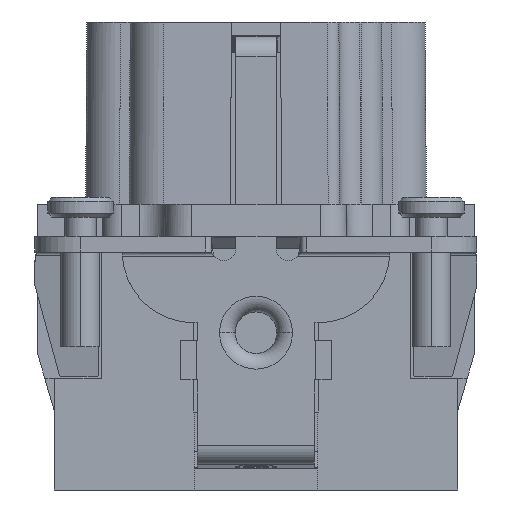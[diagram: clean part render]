
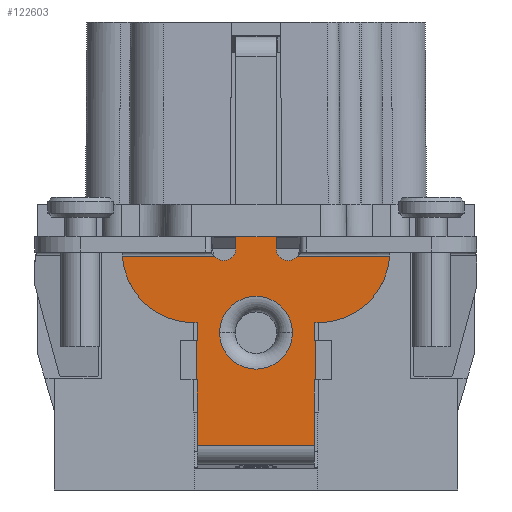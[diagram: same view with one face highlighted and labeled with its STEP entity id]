
A CAD part, left-side view. The second image highlights one B-rep face of the part: STEP entity #122603.
In plain terms, the highlighted planar face has unit normal (-1, 0, 0).
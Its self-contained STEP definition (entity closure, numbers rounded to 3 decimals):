
#27275=CARTESIAN_POINT('',(-46.4,0.,-9.9));
#27276=DIRECTION('',(-1.,0.,0.));
#27277=DIRECTION('',(0.,-1.,0.));
#27278=AXIS2_PLACEMENT_3D('',#27275,#27276,#27277);
#27280=CARTESIAN_POINT('',(-46.4,0.,-9.9));
#27281=DIRECTION('',(-1.,0.,0.));
#27282=DIRECTION('',(0.,1.,0.));
#27283=AXIS2_PLACEMENT_3D('',#27280,#27281,#27282);
#27293=DIRECTION('',(0.,0.,-1.));
#27294=VECTOR('',#27293,0.929);
#27295=CARTESIAN_POINT('',(-46.4,-1.55,-2.5));
#27296=LINE('',#27295,#27294);
#27297=CARTESIAN_POINT('',(-46.4,-2.475,-3.429));
#27298=DIRECTION('',(-1.,0.,0.));
#27299=DIRECTION('',(0.,1.,0.));
#27300=AXIS2_PLACEMENT_3D('',#27297,#27298,#27299);
#27302=CARTESIAN_POINT('',(-46.4,-4.8,-3.629));
#27303=DIRECTION('',(1.,0.,0.));
#27304=DIRECTION('',(0.,-0.998,-0.067));
#27305=AXIS2_PLACEMENT_3D('',#27302,#27303,#27304);
#27307=DIRECTION('',(0.,1.,0.));
#27308=VECTOR('',#27307,0.3);
#27309=CARTESIAN_POINT('',(-46.4,-4.8,-9.129));
#27310=LINE('',#27309,#27308);
#27311=DIRECTION('',(0.,0.,-1.));
#27312=VECTOR('',#27311,1.4);
#27313=CARTESIAN_POINT('',(-46.4,-4.5,-9.129));
#27314=LINE('',#27313,#27312);
#27315=DIRECTION('',(0.,-1.,0.));
#27316=VECTOR('',#27315,0.05);
#27317=CARTESIAN_POINT('',(-46.4,-4.5,-10.529));
#27318=LINE('',#27317,#27316);
#27319=DIRECTION('',(0.,1.,0.));
#27320=VECTOR('',#27319,0.05);
#27321=CARTESIAN_POINT('',(-46.4,-4.55,-13.529));
#27322=LINE('',#27321,#27320);
#27323=DIRECTION('',(0.,0.,-1.));
#27324=VECTOR('',#27323,5.05);
#27325=CARTESIAN_POINT('',(-46.4,-4.5,-13.529));
#27326=LINE('',#27325,#27324);
#27327=DIRECTION('',(0.,0.,1.));
#27328=VECTOR('',#27327,5.05);
#27329=CARTESIAN_POINT('',(-46.4,4.5,-18.579));
#27330=LINE('',#27329,#27328);
#27331=DIRECTION('',(0.,1.,0.));
#27332=VECTOR('',#27331,0.05);
#27333=CARTESIAN_POINT('',(-46.4,4.5,-13.529));
#27334=LINE('',#27333,#27332);
#27335=DIRECTION('',(0.,-1.,0.));
#27336=VECTOR('',#27335,0.05);
#27337=CARTESIAN_POINT('',(-46.4,4.55,-10.529));
#27338=LINE('',#27337,#27336);
#27339=DIRECTION('',(0.,0.,1.));
#27340=VECTOR('',#27339,1.4);
#27341=CARTESIAN_POINT('',(-46.4,4.5,-10.529));
#27342=LINE('',#27341,#27340);
#27343=DIRECTION('',(0.,1.,0.));
#27344=VECTOR('',#27343,0.3);
#27345=CARTESIAN_POINT('',(-46.4,4.5,-9.129));
#27346=LINE('',#27345,#27344);
#27347=CARTESIAN_POINT('',(-46.4,4.8,-3.629));
#27348=DIRECTION('',(1.,0.,0.));
#27349=DIRECTION('',(0.,0.,-1.));
#27350=AXIS2_PLACEMENT_3D('',#27347,#27348,#27349);
#27352=CARTESIAN_POINT('',(-46.4,2.475,-3.429));
#27353=DIRECTION('',(-1.,0.,0.));
#27354=DIRECTION('',(0.,0.787,-0.618));
#27355=AXIS2_PLACEMENT_3D('',#27352,#27353,#27354);
#27357=DIRECTION('',(0.,0.,1.));
#27358=VECTOR('',#27357,0.929);
#27359=CARTESIAN_POINT('',(-46.4,1.55,-3.429));
#27360=LINE('',#27359,#27358);
#27584=DIRECTION('',(0.,1.,0.));
#27585=VECTOR('',#27584,3.1);
#27586=CARTESIAN_POINT('',(-46.4,-1.55,-2.5));
#27587=LINE('',#27586,#27585);
#29722=DIRECTION('',(0.,1.,0.));
#29723=VECTOR('',#29722,7.085);
#29724=CARTESIAN_POINT('',(-46.4,3.203,-4.));
#29725=LINE('',#29724,#29723);
#29985=DIRECTION('',(0.,0.,-1.));
#29986=VECTOR('',#29985,3.);
#29987=CARTESIAN_POINT('',(-46.4,4.55,-10.529));
#29988=LINE('',#29987,#29986);
#30138=DIRECTION('',(0.,-1.,0.));
#30139=VECTOR('',#30138,9.);
#30140=CARTESIAN_POINT('',(-46.4,4.5,-18.579));
#30141=LINE('',#30140,#30139);
#30249=DIRECTION('',(0.,0.,1.));
#30250=VECTOR('',#30249,3.);
#30251=CARTESIAN_POINT('',(-46.4,-4.55,-13.529));
#30252=LINE('',#30251,#30250);
#30300=CARTESIAN_POINT('',(-46.4,-10.287,-4.));
#30302=DIRECTION('',(0.,1.,0.));
#30303=VECTOR('',#30302,7.085);
#30304=CARTESIAN_POINT('',(-46.4,-10.287,-4.));
#30305=LINE('',#30304,#30303);
#81220=CARTESIAN_POINT('',(-46.4,4.55,-13.529));
#81221=VERTEX_POINT('',#81220);
#81226=CARTESIAN_POINT('',(-46.4,4.55,-10.529));
#81227=VERTEX_POINT('',#81226);
#81297=CARTESIAN_POINT('',(-46.4,-1.55,-3.429));
#81298=VERTEX_POINT('',#81297);
#81299=CARTESIAN_POINT('',(-46.4,-3.203,-4.));
#81300=VERTEX_POINT('',#81299);
#81310=VERTEX_POINT('',#30300);
#81311=CARTESIAN_POINT('',(-46.4,-4.8,-9.129));
#81312=VERTEX_POINT('',#81311);
#81313=CARTESIAN_POINT('',(-46.4,-4.5,-9.129));
#81314=VERTEX_POINT('',#81313);
#81315=CARTESIAN_POINT('',(-46.4,-4.5,-10.529));
#81316=VERTEX_POINT('',#81315);
#81317=CARTESIAN_POINT('',(-46.4,-4.55,-10.529));
#81318=VERTEX_POINT('',#81317);
#81331=CARTESIAN_POINT('',(-46.4,-4.55,-13.529));
#81333=VERTEX_POINT('',#81331);
#81339=CARTESIAN_POINT('',(-46.4,-4.5,-13.529));
#81340=VERTEX_POINT('',#81339);
#81341=CARTESIAN_POINT('',(-46.4,-4.5,-18.579));
#81342=VERTEX_POINT('',#81341);
#81343=CARTESIAN_POINT('',(-46.4,4.5,-18.579));
#81344=VERTEX_POINT('',#81343);
#81345=CARTESIAN_POINT('',(-46.4,4.5,-13.529));
#81346=VERTEX_POINT('',#81345);
#81347=CARTESIAN_POINT('',(-46.4,4.5,-10.529));
#81348=VERTEX_POINT('',#81347);
#81349=CARTESIAN_POINT('',(-46.4,4.5,-9.129));
#81350=VERTEX_POINT('',#81349);
#81351=CARTESIAN_POINT('',(-46.4,4.8,-9.129));
#81352=VERTEX_POINT('',#81351);
#81353=CARTESIAN_POINT('',(-46.4,10.287,-4.));
#81354=VERTEX_POINT('',#81353);
#81355=CARTESIAN_POINT('',(-46.4,3.203,-4.));
#81356=VERTEX_POINT('',#81355);
#81357=CARTESIAN_POINT('',(-46.4,1.55,-3.429));
#81358=VERTEX_POINT('',#81357);
#81359=CARTESIAN_POINT('',(-46.4,-2.8,-9.9));
#81360=CARTESIAN_POINT('',(-46.4,2.8,-9.9));
#81361=VERTEX_POINT('',#81359);
#81362=VERTEX_POINT('',#81360);
#81655=CARTESIAN_POINT('',(-46.4,-1.55,-2.5));
#81657=VERTEX_POINT('',#81655);
#81663=CARTESIAN_POINT('',(-46.4,1.55,-2.5));
#81664=VERTEX_POINT('',#81663);
#122547=CARTESIAN_POINT('',(-46.4,0.,2.371));
#122548=DIRECTION('',(-1.,0.,0.));
#122549=DIRECTION('',(0.,1.,0.));
#122550=AXIS2_PLACEMENT_3D('',#122547,#122548,#122549);
#122551=PLANE('',#122550);
#122553=ORIENTED_EDGE('',*,*,#122552,.F.);
#122555=ORIENTED_EDGE('',*,*,#122554,.T.);
#122557=ORIENTED_EDGE('',*,*,#122556,.T.);
#122559=ORIENTED_EDGE('',*,*,#122558,.F.);
#122561=ORIENTED_EDGE('',*,*,#122560,.T.);
#122563=ORIENTED_EDGE('',*,*,#122562,.T.);
#122565=ORIENTED_EDGE('',*,*,#122564,.T.);
#122567=ORIENTED_EDGE('',*,*,#122566,.T.);
#122569=ORIENTED_EDGE('',*,*,#122568,.F.);
#122571=ORIENTED_EDGE('',*,*,#122570,.T.);
#122573=ORIENTED_EDGE('',*,*,#122572,.T.);
#122575=ORIENTED_EDGE('',*,*,#122574,.F.);
#122577=ORIENTED_EDGE('',*,*,#122576,.T.);
#122579=ORIENTED_EDGE('',*,*,#122578,.T.);
#122581=ORIENTED_EDGE('',*,*,#122580,.F.);
#122583=ORIENTED_EDGE('',*,*,#122582,.T.);
#122585=ORIENTED_EDGE('',*,*,#122584,.T.);
#122587=ORIENTED_EDGE('',*,*,#122586,.T.);
#122589=ORIENTED_EDGE('',*,*,#122588,.T.);
#122591=ORIENTED_EDGE('',*,*,#122590,.F.);
#122593=ORIENTED_EDGE('',*,*,#122592,.T.);
#122595=ORIENTED_EDGE('',*,*,#122594,.T.);
#122596=EDGE_LOOP('',(#122553,#122555,#122557,#122559,#122561,#122563,#122565,
#122567,#122569,#122571,#122573,#122575,#122577,#122579,#122581,#122583,#122585,
#122587,#122589,#122591,#122593,#122595));
#122597=FACE_OUTER_BOUND('',#122596,.F.);
#122598=ORIENTED_EDGE('',*,*,#122522,.T.);
#122600=ORIENTED_EDGE('',*,*,#122599,.T.);
#122601=EDGE_LOOP('',(#122598,#122600));
#122602=FACE_BOUND('',#122601,.F.);
#122603=ADVANCED_FACE('',(#122597,#122602),#122551,.T.);
#27279=CIRCLE('',#27278,2.8);
#27284=CIRCLE('',#27283,2.8);
#27301=CIRCLE('',#27300,0.925);
#27306=CIRCLE('',#27305,5.5);
#27351=CIRCLE('',#27350,5.5);
#27356=CIRCLE('',#27355,0.925);
#122522=EDGE_CURVE('',#81361,#81362,#27279,.T.);
#122552=EDGE_CURVE('',#81657,#81664,#27587,.T.);
#122554=EDGE_CURVE('',#81657,#81298,#27296,.T.);
#122556=EDGE_CURVE('',#81298,#81300,#27301,.T.);
#122558=EDGE_CURVE('',#81310,#81300,#30305,.T.);
#122560=EDGE_CURVE('',#81310,#81312,#27306,.T.);
#122562=EDGE_CURVE('',#81312,#81314,#27310,.T.);
#122564=EDGE_CURVE('',#81314,#81316,#27314,.T.);
#122566=EDGE_CURVE('',#81316,#81318,#27318,.T.);
#122568=EDGE_CURVE('',#81333,#81318,#30252,.T.);
#122570=EDGE_CURVE('',#81333,#81340,#27322,.T.);
#122572=EDGE_CURVE('',#81340,#81342,#27326,.T.);
#122574=EDGE_CURVE('',#81344,#81342,#30141,.T.);
#122576=EDGE_CURVE('',#81344,#81346,#27330,.T.);
#122578=EDGE_CURVE('',#81346,#81221,#27334,.T.);
#122580=EDGE_CURVE('',#81227,#81221,#29988,.T.);
#122582=EDGE_CURVE('',#81227,#81348,#27338,.T.);
#122584=EDGE_CURVE('',#81348,#81350,#27342,.T.);
#122586=EDGE_CURVE('',#81350,#81352,#27346,.T.);
#122588=EDGE_CURVE('',#81352,#81354,#27351,.T.);
#122590=EDGE_CURVE('',#81356,#81354,#29725,.T.);
#122592=EDGE_CURVE('',#81356,#81358,#27356,.T.);
#122594=EDGE_CURVE('',#81358,#81664,#27360,.T.);
#122599=EDGE_CURVE('',#81362,#81361,#27284,.T.);
